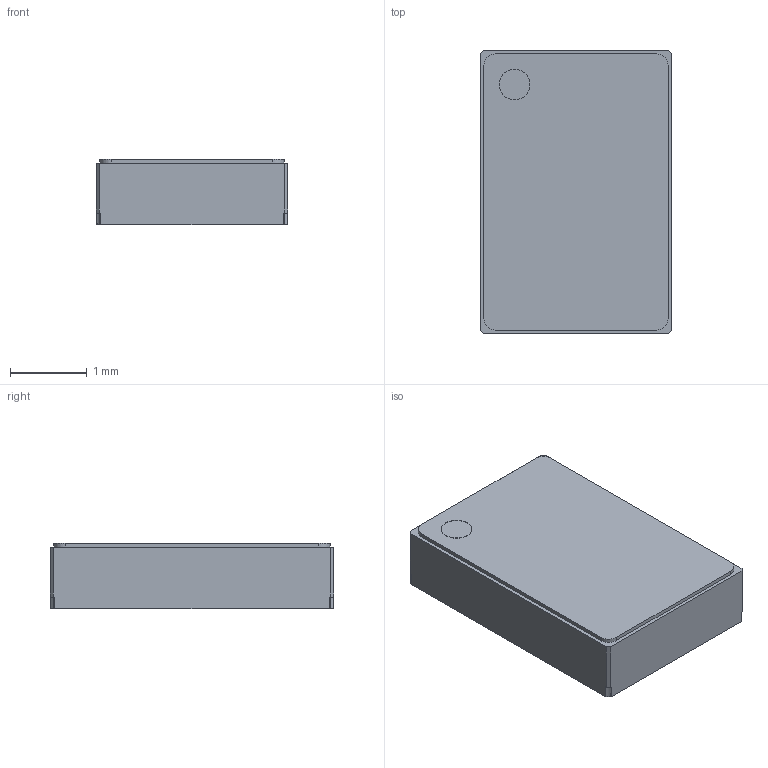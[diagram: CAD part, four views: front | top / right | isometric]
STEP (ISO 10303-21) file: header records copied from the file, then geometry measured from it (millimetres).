
FILE_DESCRIPTION(('FreeCAD Model'),'2;1');
FILE_NAME( 'C016_cp.step', '2020-02-11T11:06:34',('kicad StepUp'),('ksu MCAD'), 'Open CASCADE STEP processor 7.3','FreeCAD','Unknown');
FILE_SCHEMA(('AUTOMOTIVE_DESIGN { 1 0 10303 214 1 1 1 1 }'));
Length unit declared in the file: millimetre
Products named in the file (1): C016_cp
Bounding box: 2.5 x 3.7 x 0.85 mm (x, y, z)
Volume: 7.9 mm3; surface area: 49.9 mm2
Topology: 13 solids, 13 shells, 130 faces, 309 edges, 206 vertices
Faces by surface type: plane 108, cylinder 22
Full cylindrical faces by diameter (mm): 0.4 x2
Entity records: 4617 total; most frequent: CARTESIAN_POINT 646, ORIENTED_EDGE 618, DIRECTION 615, EDGE_CURVE 309, LINE 265, VECTOR 265, VERTEX_POINT 206, AXIS2_PLACEMENT_3D 175
